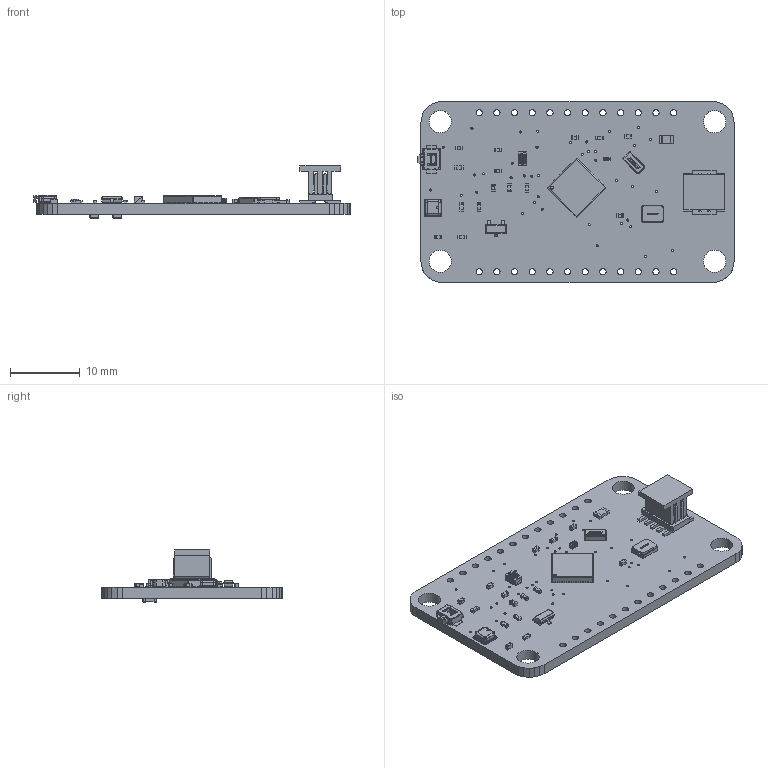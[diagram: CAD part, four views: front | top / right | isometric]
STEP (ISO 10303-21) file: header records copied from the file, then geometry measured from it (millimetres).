
FILE_DESCRIPTION(('for SolidWorks'),'2;1');
FILE_NAME('d2000_development_board_3d_model.step','2022-10-07T00:33:16',( 'crossover'),(''),'Open CASCADE STEP processor 6.6','DipTrace', 'Unknown');
FILE_SCHEMA(('AUTOMOTIVE_DESIGN { 1 0 10303 214 1 1 1 1 }'));
Length unit declared in the file: millimetre
Products named in the file (15): PCB_d2000_development_board_3d_model; Board_d2000_development_board_3d_model; cap_0402; dio_0402; FTS-105-01-LM-DV-P-TR; sot23; res_0402; res_0805; B3U-3000P--3DModel-STEP-56544; qfn-40_6x6x0.5; BME280--3DModel-STEP-56544; ABM8AIG-32.000MHZ-12-2Z-T3; ABS07-32.768KHZ-T--3DModel-STEP-400430; ind_0805; ind_0402
Assembly tree (28 placements, depth 2):
  PCB_d2000_development_board_3d_model
    Board_d2000_development_board_3d_model
    cap_0402  x7
    dio_0402
    FTS-105-01-LM-DV-P-TR
    sot23
    res_0402  x7
    res_0805  x3
    B3U-3000P--3DModel-STEP-56544
    qfn-40_6x6x0.5
    BME280--3DModel-STEP-56544
    ABM8AIG-32.000MHZ-12-2Z-T3
    ABS07-32.768KHZ-T--3DModel-STEP-400430
    ind_0805
    ind_0402
Bounding box: 45.43 x 26 x 7.49 mm (x, y, z)
Volume: 1815.7 mm3; surface area: 3427.1 mm2
Topology: 23 solids, 73 shells, 2657 faces, 6393 edges, 3898 vertices
Faces by surface type: plane 2209, cylinder 326, bspline 102, revolution 8, torus 8, sphere 4
Full cylindrical faces by diameter (mm): 0.305 x43, 0.4 x5, 0.9 x24, 3.2 x4
Entity records: 78689 total; most frequent: CARTESIAN_POINT 16059, ORIENTED_EDGE 9900, DIRECTION 9436, EDGE_CURVE 4963, LINE 4032, VECTOR 4032, VERTEX_POINT 2986, AXIS2_PLACEMENT_3D 2698
